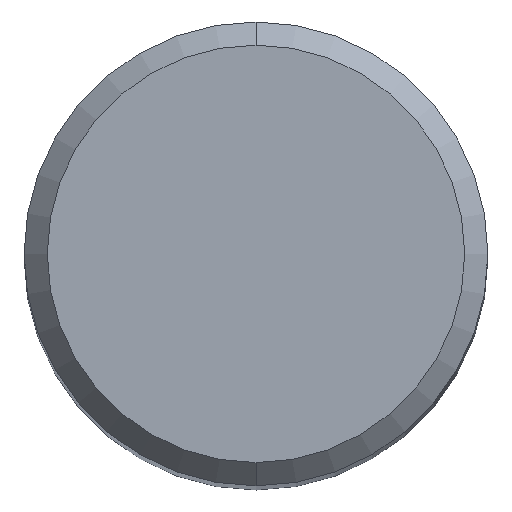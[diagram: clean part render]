
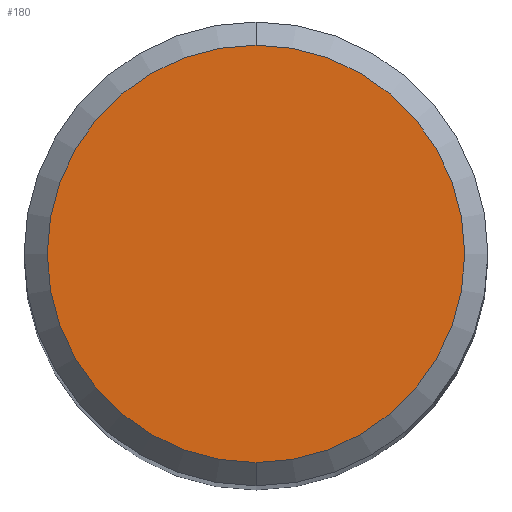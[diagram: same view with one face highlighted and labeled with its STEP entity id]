
A CAD part, top view. The second image highlights one B-rep face of the part: STEP entity #180.
In plain terms, the highlighted planar face has unit normal (0, 0, 1).
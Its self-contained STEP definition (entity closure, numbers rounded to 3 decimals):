
#180=ADVANCED_FACE('',(#482),#483,.T.);
#220=VERTEX_POINT('',#527);
#312=EDGE_CURVE('',#220,#448,#629,.T.);
#388=EDGE_CURVE('',#448,#220,#714,.T.);
#448=VERTEX_POINT('',#779);
#482=FACE_OUTER_BOUND('',#805,.T.);
#483=PLANE('',#806);
#527=CARTESIAN_POINT('',(0.,-3.6,0.0));
#629=CIRCLE('',#1108,3.6);
#714=CIRCLE('',#1266,3.6);
#779=CARTESIAN_POINT('',(0.0,3.6,0.0));
#805=EDGE_LOOP('',(#1441,#1442));
#806=AXIS2_PLACEMENT_3D('',#1443,#1444,#1445);
#1108=AXIS2_PLACEMENT_3D('',#1612,#1613,#1614);
#1266=AXIS2_PLACEMENT_3D('',#1720,#1721,#1722);
#1441=ORIENTED_EDGE('',*,*,#388,.F.);
#1442=ORIENTED_EDGE('',*,*,#312,.F.);
#1443=CARTESIAN_POINT('',(0.0,1.8,0.0));
#1444=DIRECTION('',(-0.0,0.0,1.0));
#1445=DIRECTION('',(0.0,-1.0,0.0));
#1612=CARTESIAN_POINT('',(0.0,0.0,0.0));
#1613=DIRECTION('',(0.0,0.0,-1.0));
#1614=DIRECTION('',(0.0,1.0,0.0));
#1720=CARTESIAN_POINT('',(0.0,0.0,0.0));
#1721=DIRECTION('',(0.0,0.0,-1.0));
#1722=DIRECTION('',(0.0,1.0,0.0));
